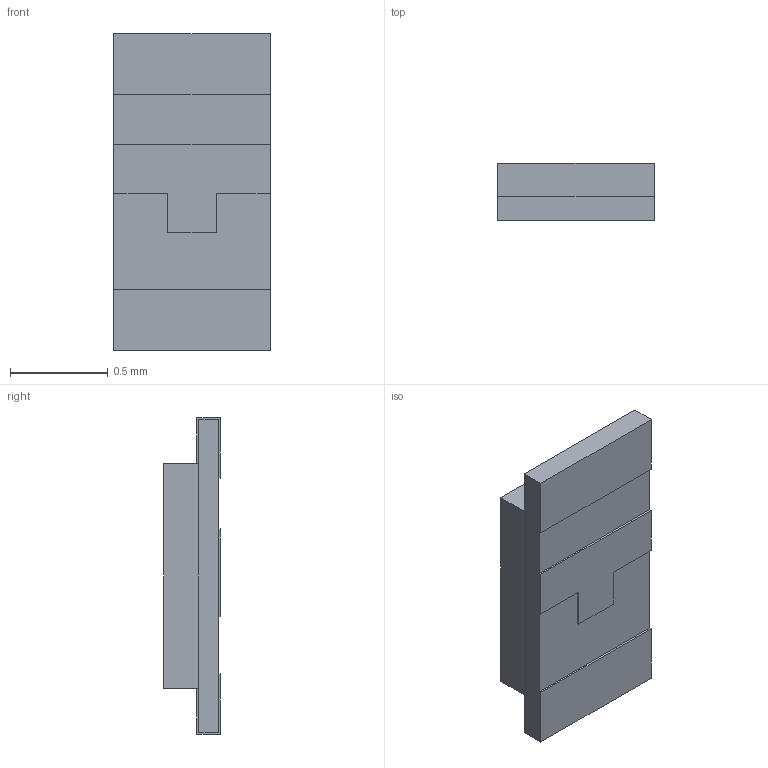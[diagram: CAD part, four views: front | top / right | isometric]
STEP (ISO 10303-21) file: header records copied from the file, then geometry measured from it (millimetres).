
FILE_DESCRIPTION (( 'STEP AP214' ), '1' );
FILE_NAME ('LTST-C194TBKT.STEP', '2023-03-31T06:47:34', ( '' ), ( '' ), 'SwSTEP 2.0', 'SolidWorks 2019', '' );
FILE_SCHEMA (( 'AUTOMOTIVE_DESIGN' ));
Length unit declared in the file: millimetre
Products named in the file (1): LTST-C194TBKT
Bounding box: 0.8 x 0.29 x 1.62 mm (x, y, z)
Volume: 0.3 mm3; surface area: 8.5 mm2
Topology: 6 solids, 6 shells, 53 faces, 120 edges, 80 vertices
Faces by surface type: plane 53
Entity records: 2116 total; most frequent: CARTESIAN_POINT 254, ORIENTED_EDGE 240, DIRECTION 228, VECTOR 120, EDGE_CURVE 120, LINE 120, VERTEX_POINT 80, UNCERTAINTY_MEASURE_WITH_UNIT 61
